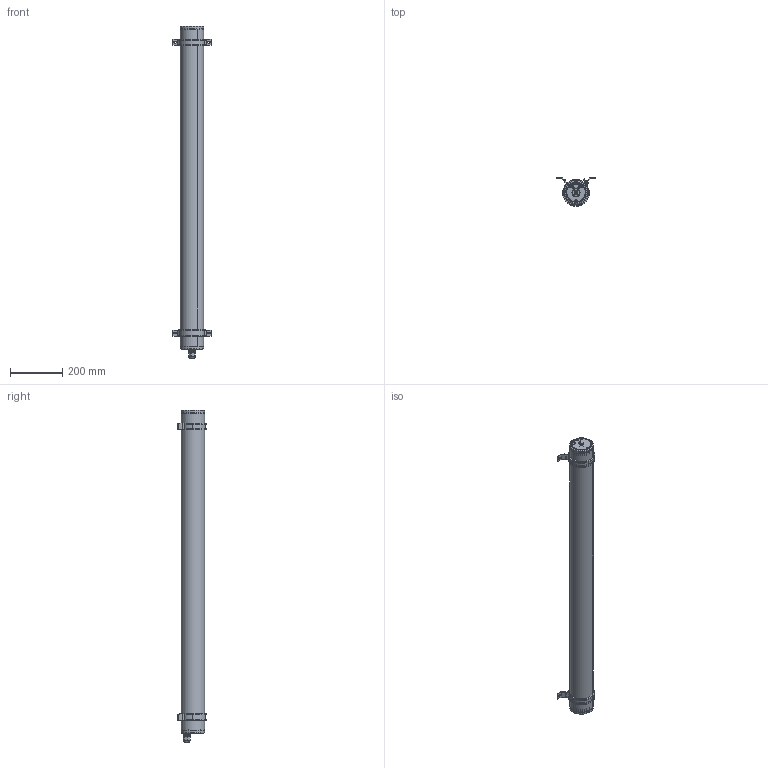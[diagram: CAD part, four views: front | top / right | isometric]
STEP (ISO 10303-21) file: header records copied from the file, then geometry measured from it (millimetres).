
FILE_DESCRIPTION (( 'STEP AP214' ), '1' );
FILE_NAME ('RR0140_000000-04_Tubis_DB_AG_4ft_ohne_DV.STEP', '2024-12-10T11:46:41', ( '' ), ( '' ), 'SwSTEP 2.0', 'SolidWorks 2023', '' );
FILE_SCHEMA (( 'AUTOMOTIVE_DESIGN' ));
Length unit declared in the file: millimetre
Products named in the file (20): 0704038X_Unterbaugruppe_Schelle Wandmontage Tubis_0704038_Schelle Wandmontage Tubis; RR0100_001001_Endkappe_PA_0810360_Endkappe_PA_geschlossen; RR0140_000000-04_Tubis_DB_AG_4ft_ohne_DV; RR0100_001000_Verschlusskappe_0694159_Einspeisung_mit_Klimaverschraubung; 0702942_Dichtscheibe_0702942_Dichtscheibe; 0703052_Unverlierbarkeitsscheibe 6,4mm_015 2060 087 03_Skiffy_0703052_Unverlierbarkeitsscheibe 6,4mm_015 2060 087 03_Skiffy; 0704946_Dichtung Befestigungsschelle Tubis_70mm_0704946 Silkonringstück Schelle 70 mm; 0691010_EVSG 20 RAL 7035 10060626_Blindstopfen_ohneRing_0691010_ESVG20_RAL7035; 0704703_Sicherungsscheibe-DIN 6799-6_0704703_Sicherungsscheibe; 0694038_0705040_Befestigungsschelle_Wandmontage_komplett_0694038_Befestigungsschelle_Wandmontage_2Punkt_V2A; 0700770_EJOT_DELTA PT-WN 1411-Z-40x8_0700770_Linsenkopfschraube Kreuzschlitz PZ KB40x8; RR0100_001004_Schnellverschlussschraube_selbsterstellt_0690027_Schnellverschlussschraube; 0704945_Dichtung Befestigungsschelle Tubis 205mm_0704945 Silikonringstück Schelle 205 mm; RR0100_000003_Rohr variabel_0714443_PC_1260mm; 0604298_ESVG 20 RAL 7035 10060974_Klima_0604298_ESVG_RAL7035; RR0100_001002_Dichtung Endkappe_0850297_Dichtung_Endkappe; socket head cap screw_din_DIN 912 M6 x 16 --- 16C; RR0100_001001_Endkappe_PA_0810290_Endkappe_PA; 0701568_O-Ring-Silikon_0701568_O-Ring_Silikon; RR0100_001000_Verschlusskappe_02_geschlossen
Assembly tree (27 placements, depth 3):
  RR0140_000000-04_Tubis_DB_AG_4ft_ohne_DV
    RR0100_000003_Rohr variabel_0714443_PC_1260mm
    RR0100_001000_Verschlusskappe_0694159_Einspeisung_mit_Klimaverschraubung
      RR0100_001001_Endkappe_PA_0810290_Endkappe_PA
      RR0100_001002_Dichtung Endkappe_0850297_Dichtung_Endkappe
      0700770_EJOT_DELTA PT-WN 1411-Z-40x8_0700770_Linsenkopfschraube Kreuzschlitz PZ KB40x8  x3
      0691010_EVSG 20 RAL 7035 10060626_Blindstopfen_ohneRing_0691010_ESVG20_RAL7035
      RR0100_001004_Schnellverschlussschraube_selbsterstellt_0690027_Schnellverschlussschraube
      0702942_Dichtscheibe_0702942_Dichtscheibe
      0704703_Sicherungsscheibe-DIN 6799-6_0704703_Sicherungsscheibe
      0701568_O-Ring-Silikon_0701568_O-Ring_Silikon
      0604298_ESVG 20 RAL 7035 10060974_Klima_0604298_ESVG_RAL7035
    RR0100_001000_Verschlusskappe_02_geschlossen
      RR0100_001001_Endkappe_PA_0810360_Endkappe_PA_geschlossen
      RR0100_001002_Dichtung Endkappe_0850297_Dichtung_Endkappe
      0700770_EJOT_DELTA PT-WN 1411-Z-40x8_0700770_Linsenkopfschraube Kreuzschlitz PZ KB40x8
      RR0100_001004_Schnellverschlussschraube_selbsterstellt_0690027_Schnellverschlussschraube
      0702942_Dichtscheibe_0702942_Dichtscheibe
      0704703_Sicherungsscheibe-DIN 6799-6_0704703_Sicherungsscheibe
    0694038_0705040_Befestigungsschelle_Wandmontage_komplett_0694038_Befestigungsschelle_Wandmontage_2Punkt_V2A  x2
      0704038X_Unterbaugruppe_Schelle Wandmontage Tubis_0704038_Schelle Wandmontage Tubis
      0704945_Dichtung Befestigungsschelle Tubis 205mm_0704945 Silikonringstück Schelle 205 mm
      0704946_Dichtung Befestigungsschelle Tubis_70mm_0704946 Silkonringstück Schelle 70 mm
      socket head cap screw_din_DIN 912 M6 x 16 --- 16C
      0703052_Unverlierbarkeitsscheibe 6,4mm_015 2060 087 03_Skiffy_0703052_Unverlierbarkeitsscheibe 6,4mm_015 2060 087 03_Skiffy
Bounding box: 145.76 x 107.38 x 1270 mm (x, y, z)
Volume: 1234741.2 mm3; surface area: 875231.9 mm2
Topology: 29 solids, 29 shells, 2911 faces, 7428 edges, 4769 vertices
Faces by surface type: plane 1112, bspline 799, cylinder 506, cone 276, torus 214, sphere 4
Entity records: 105325 total; most frequent: CARTESIAN_POINT 52748, ORIENTED_EDGE 11816, DIRECTION 8912, EDGE_CURVE 5908, VERTEX_POINT 3827, LINE 2998, VECTOR 2998, AXIS2_PLACEMENT_3D 2957
